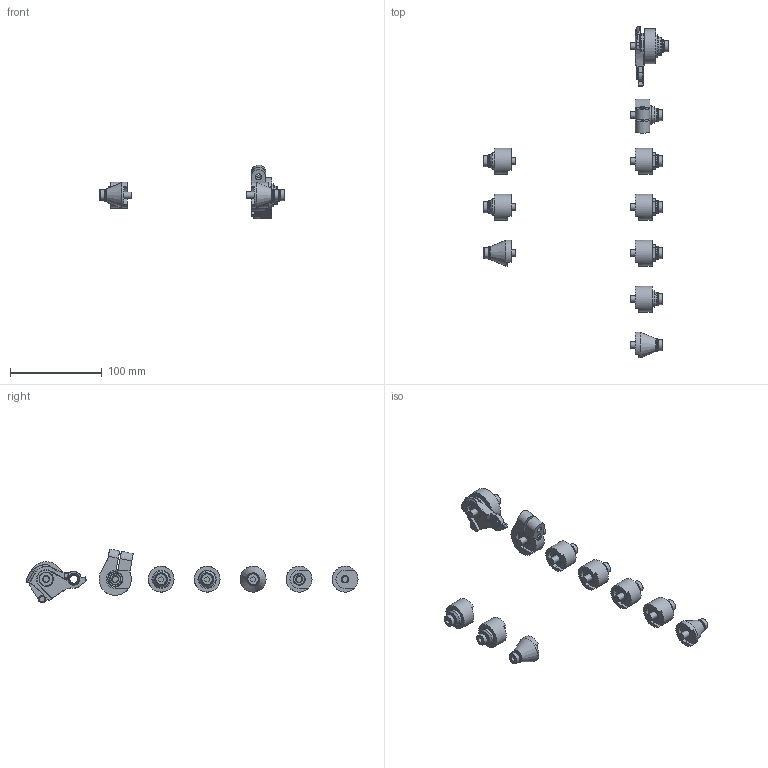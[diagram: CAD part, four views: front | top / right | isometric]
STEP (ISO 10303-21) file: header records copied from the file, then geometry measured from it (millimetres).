
FILE_DESCRIPTION(/* description */ (''),/* implementation_level */ '2;1');
FILE_NAME(/* name */ 'A12-Dropout-Options-142-177-197.stp',/* time_stamp */ '2023-01-04T12:27:32+01:00',/* author */ ('johanness'),/* organization */ (''),/* preprocessor_version */ 'ST-DEVELOPER v18.1',/* originating_system */ 'Autodesk Inventor 2022',/* authorisation */ '');
FILE_SCHEMA (('AUTOMOTIVE_DESIGN { 1 0 10303 214 3 1 1 }'));
Products named in the file (21): A12-Dropout-Options-142-177-197; A12-Dropout-12mm-hole-conical; A12-Dropout-12mm-threaded-hole-100; A12-Dropout-12mm-threaded-hole-150; A12-Dropout-12mm-threaded-hole-175; A12-Dropout-SRAM-UDH; A12-Dropout-Syntace-X12; A12-Dropout-12mm-hole; OA123B-Bolt-UDH-SRAM-Rohloff-A12; SRAM UDH; Washer-UDH-SRAM; OA87A; OA88E; OA89C; OA109A; OA114A; OA120A; OA86A; A12-Dropout-7mm-hole; OA90A; OA105N
Assembly tree (42 placements, depth 2):
  A12-Dropout-Options-142-177-197
    A12-Dropout-12mm-hole  x2
    A12-Dropout-12mm-hole-conical
    A12-Dropout-12mm-threaded-hole-100
    A12-Dropout-12mm-threaded-hole-150
    A12-Dropout-12mm-threaded-hole-175
    A12-Dropout-SRAM-UDH
    A12-Dropout-Syntace-X12
    OA123B-Bolt-UDH-SRAM-Rohloff-A12
    SRAM UDH
    Washer-UDH-SRAM
    OA86A  x4
    OA87A
    OA88E
    OA89C
    OA90A  x9
    OA105N  x10
    OA109A
    OA114A
    OA120A
    A12-Dropout-7mm-hole  x2
Bounding box: 200.85 x 360.96 x 58.42 mm (x, y, z)
Volume: 137909.4 mm3; surface area: 73609.2 mm2
Topology: 42 solids, 42 shells, 2214 faces, 5905 edges, 3820 vertices
Faces by surface type: plane 1717, cylinder 238, cone 124, torus 65, bspline 65, sphere 5
Full cylindrical faces by diameter (mm): 5 x1, 6.5 x2, 7 x12, 7.1 x8, 7.2 x10, 8 x1, 9 x6, 9.8 x3, 10 x7, 10.106 x1, 10.376 x1, 10.917 x1, 12 x23, 13.5 x20, 15.1 x2, 15.25 x1, 15.3 x4, 16 x1, 16.9 x3, 17 x4, 17.05 x1, 18 x4, 19.9 x2, 19.95 x1, 20 x7, 20.6 x1, 21 x1, 25 x1, 26 x1, 28 x8
Entity records: 50243 total; most frequent: CARTESIAN_POINT 26703, ORIENTED_EDGE 5106, DIRECTION 4253, EDGE_CURVE 2553, VERTEX_POINT 1644, AXIS2_PLACEMENT_3D 1549, LINE 1155, VECTOR 1155
